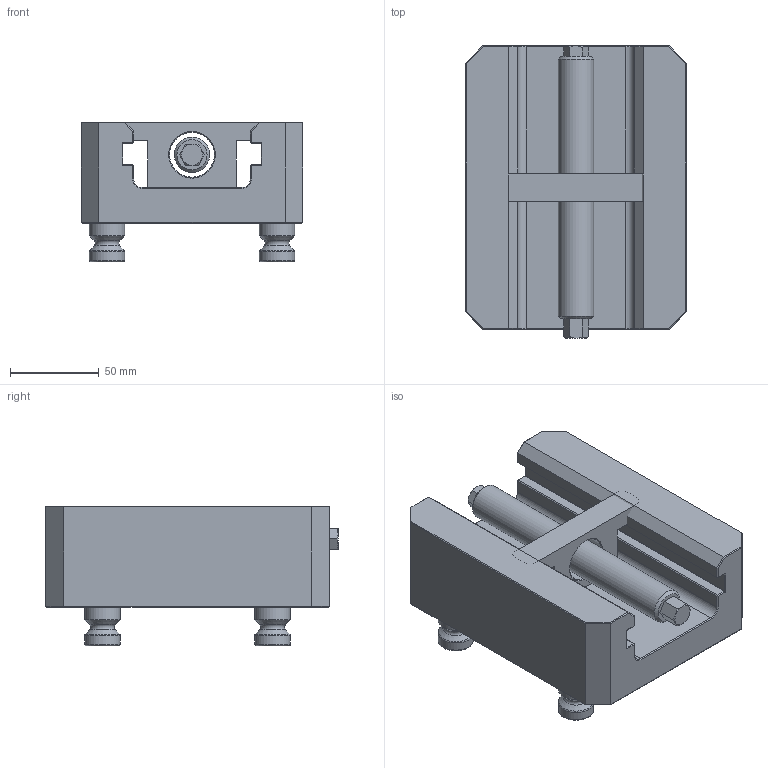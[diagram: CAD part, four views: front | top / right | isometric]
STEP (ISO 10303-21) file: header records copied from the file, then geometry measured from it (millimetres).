
FILE_DESCRIPTION((''),'2;1');
FILE_NAME('LANG_5axes_FIX.stp','2017-03-14T16:03:13',(''),(''),'STEP Write','Mastercam 2017 ... CNC Software, Inc.','');
FILE_SCHEMA(('AUTOMOTIVE_DESIGN'));
Length unit declared in the file: millimetre
Products named in the file (1): None
Bounding box: 125 x 165 x 79 mm (x, y, z)
Volume: 807295.6 mm3; surface area: 110184.3 mm2
Topology: 7 solids, 7 shells, 232 faces, 501 edges, 297 vertices
Faces by surface type: plane 150, cone 37, cylinder 33, torus 12
Full cylindrical faces by diameter (mm): 8.5 x4, 11.8 x1, 16 x8, 20 x9, 25.3 x1
Entity records: 6102 total; most frequent: CARTESIAN_POINT 1060, DIRECTION 992, ORIENTED_EDGE 876, EDGE_CURVE 438, AXIS2_PLACEMENT_3D 338, VECTOR 316, LINE 316, EDGE_LOOP 304
